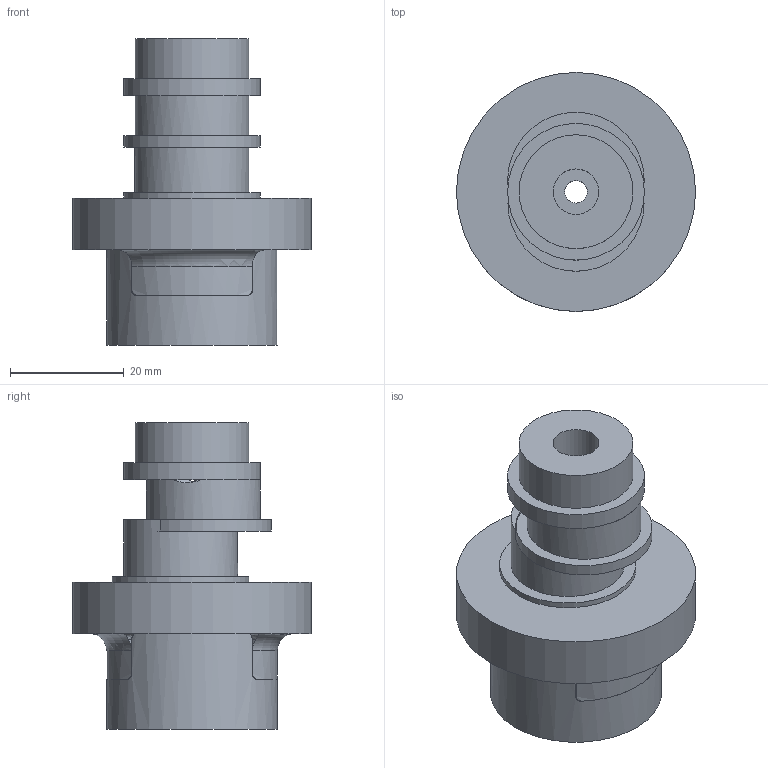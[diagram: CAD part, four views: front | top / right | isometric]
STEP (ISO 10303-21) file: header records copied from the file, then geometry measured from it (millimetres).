
FILE_DESCRIPTION(/* description */ (''),/* implementation_level */ '2;1');
FILE_NAME(/* name */ 'Motor Couple_v5.step',/* time_stamp */ '2023-12-13T12:03:42-06:00',/* author */ (''),/* organization */ (''),/* preprocessor_version */ 'ST-DEVELOPER v20',/* originating_system */ 'Autodesk Translation Framework v12.14.0.127',/* authorisation */ '');
FILE_SCHEMA (('AUTOMOTIVE_DESIGN { 1 0 10303 214 3 1 1 }'));
Length unit declared in the file: millimetre
Products named in the file (2): Motor Couple; MotorCoupler
Assembly tree (1 placements, depth 2):
  Motor Couple
    MotorCoupler
Bounding box: 42 x 42 x 53.8 mm (x, y, z)
Volume: 31375.7 mm3; surface area: 13199.1 mm2
Topology: 4 solids, 4 shells, 83 faces, 199 edges, 132 vertices
Faces by surface type: plane 33, cylinder 28, bspline 18, torus 2, cone 2
Full cylindrical faces by diameter (mm): 3.2 x4, 4 x3, 4.1 x4, 5 x1, 5.3 x4, 8 x1, 20 x3, 23.9 x1, 24 x2, 30 x1, 42 x1
Entity records: 4317 total; most frequent: CARTESIAN_POINT 2416, ORIENTED_EDGE 398, DIRECTION 333, EDGE_CURVE 199, AXIS2_PLACEMENT_3D 141, VERTEX_POINT 132, EDGE_LOOP 111, FACE_OUTER_BOUND 83
